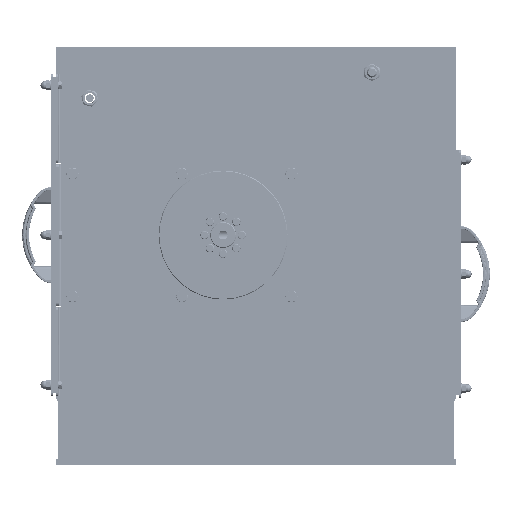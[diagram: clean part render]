
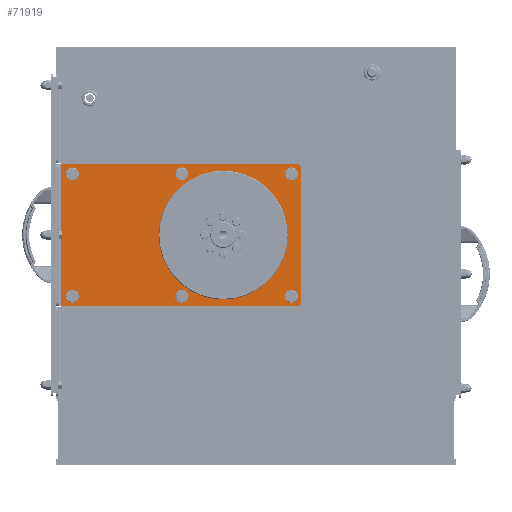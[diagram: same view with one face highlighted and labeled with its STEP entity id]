
A CAD part, left-side view. The second image highlights one B-rep face of the part: STEP entity #71919.
In plain terms, the highlighted planar face has unit normal (-1, 0, 0).
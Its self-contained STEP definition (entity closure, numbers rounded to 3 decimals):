
#3533=PLANE('',#77680);
#4891=FACE_BOUND('',#11824,.T.);
#4892=FACE_BOUND('',#11825,.T.);
#4893=FACE_BOUND('',#11826,.T.);
#4894=FACE_BOUND('',#11827,.T.);
#4895=FACE_BOUND('',#11828,.T.);
#4896=FACE_BOUND('',#11829,.T.);
#4897=FACE_BOUND('',#11830,.T.);
#7365=FACE_OUTER_BOUND('',#11823,.T.);
#11823=EDGE_LOOP('',(#55460,#55461,#55462,#55463,#55464,#55465));
#11824=EDGE_LOOP('',(#55466));
#11825=EDGE_LOOP('',(#55467));
#11826=EDGE_LOOP('',(#55468));
#11827=EDGE_LOOP('',(#55469));
#11828=EDGE_LOOP('',(#55470));
#11829=EDGE_LOOP('',(#55471));
#11830=EDGE_LOOP('',(#55472));
#16200=CIRCLE('',#77386,10.);
#16217=CIRCLE('',#77427,10.);
#16233=CIRCLE('',#77463,10.);
#16250=CIRCLE('',#77504,10.);
#16266=CIRCLE('',#77540,10.);
#16286=CIRCLE('',#77585,10.);
#16308=CIRCLE('',#77638,5.);
#16313=CIRCLE('',#77646,5.);
#16321=CIRCLE('',#77681,100.);
#20871=LINE('',#120791,#26062);
#20874=LINE('',#120796,#26065);
#20880=LINE('',#120815,#26071);
#20884=LINE('',#120825,#26075);
#26062=VECTOR('',#91574,10.);
#26065=VECTOR('',#91579,10.);
#26071=VECTOR('',#91599,10.);
#26075=VECTOR('',#91611,10.);
#31537=VERTEX_POINT('',#120034);
#31566=VERTEX_POINT('',#120159);
#31596=VERTEX_POINT('',#120278);
#31625=VERTEX_POINT('',#120403);
#31655=VERTEX_POINT('',#120522);
#31689=VERTEX_POINT('',#120658);
#31717=VERTEX_POINT('',#120784);
#31718=VERTEX_POINT('',#120788);
#31719=VERTEX_POINT('',#120790);
#31720=VERTEX_POINT('',#120794);
#31727=VERTEX_POINT('',#120819);
#31728=VERTEX_POINT('',#120823);
#31739=VERTEX_POINT('',#120902);
#39746=EDGE_CURVE('',#31537,#31537,#16200,.T.);
#39794=EDGE_CURVE('',#31566,#31566,#16217,.T.);
#39839=EDGE_CURVE('',#31596,#31596,#16233,.T.);
#39887=EDGE_CURVE('',#31625,#31625,#16250,.T.);
#39932=EDGE_CURVE('',#31655,#31655,#16266,.T.);
#39985=EDGE_CURVE('',#31689,#31689,#16286,.T.);
#40037=EDGE_CURVE('',#31718,#31719,#20871,.T.);
#40040=EDGE_CURVE('',#31720,#31717,#20874,.T.);
#40050=EDGE_CURVE('',#31719,#31717,#20880,.T.);
#40053=EDGE_CURVE('',#31727,#31718,#16308,.T.);
#40055=EDGE_CURVE('',#31728,#31727,#20884,.T.);
#40060=EDGE_CURVE('',#31720,#31728,#16313,.T.);
#40093=EDGE_CURVE('',#31739,#31739,#16321,.T.);
#55460=ORIENTED_EDGE('',*,*,#40060,.F.);
#55461=ORIENTED_EDGE('',*,*,#40040,.T.);
#55462=ORIENTED_EDGE('',*,*,#40050,.F.);
#55463=ORIENTED_EDGE('',*,*,#40037,.F.);
#55464=ORIENTED_EDGE('',*,*,#40053,.F.);
#55465=ORIENTED_EDGE('',*,*,#40055,.F.);
#55466=ORIENTED_EDGE('',*,*,#40093,.T.);
#55467=ORIENTED_EDGE('',*,*,#39746,.T.);
#55468=ORIENTED_EDGE('',*,*,#39794,.T.);
#55469=ORIENTED_EDGE('',*,*,#39839,.T.);
#55470=ORIENTED_EDGE('',*,*,#39887,.T.);
#55471=ORIENTED_EDGE('',*,*,#39932,.T.);
#55472=ORIENTED_EDGE('',*,*,#39985,.T.);
#71919=ADVANCED_FACE('',(#7365,#4891,#4892,#4893,#4894,#4895,#4896,#4897),
#3533,.F.);
#77386=AXIS2_PLACEMENT_3D('',#120036,#90975,#90976);
#77427=AXIS2_PLACEMENT_3D('',#120161,#91076,#91077);
#77463=AXIS2_PLACEMENT_3D('',#120280,#91165,#91166);
#77504=AXIS2_PLACEMENT_3D('',#120405,#91266,#91267);
#77540=AXIS2_PLACEMENT_3D('',#120524,#91355,#91356);
#77585=AXIS2_PLACEMENT_3D('',#120660,#91466,#91467);
#77638=AXIS2_PLACEMENT_3D('',#120821,#91606,#91607);
#77646=AXIS2_PLACEMENT_3D('',#120835,#91624,#91625);
#77680=AXIS2_PLACEMENT_3D('',#120901,#91717,#91718);
#77681=AXIS2_PLACEMENT_3D('',#120903,#91719,#91720);
#90975=DIRECTION('center_axis',(1.,0.,0.));
#90976=DIRECTION('ref_axis',(0.,-1.,0.));
#91076=DIRECTION('center_axis',(1.,0.,0.));
#91077=DIRECTION('ref_axis',(0.,-1.,0.));
#91165=DIRECTION('center_axis',(1.,0.,0.));
#91166=DIRECTION('ref_axis',(0.,-1.,0.));
#91266=DIRECTION('center_axis',(1.,0.,0.));
#91267=DIRECTION('ref_axis',(0.,-1.,0.));
#91355=DIRECTION('center_axis',(1.,0.,0.));
#91356=DIRECTION('ref_axis',(0.,-1.,0.));
#91466=DIRECTION('center_axis',(1.,0.,0.));
#91467=DIRECTION('ref_axis',(0.,-1.,0.));
#91574=DIRECTION('',(0.,1.,0.));
#91579=DIRECTION('',(0.,1.,0.));
#91599=DIRECTION('',(0.,0.,1.));
#91606=DIRECTION('center_axis',(1.,0.,0.));
#91607=DIRECTION('ref_axis',(0.,-0.707,-0.707));
#91611=DIRECTION('',(0.,0.,-1.));
#91624=DIRECTION('center_axis',(1.,0.,0.));
#91625=DIRECTION('ref_axis',(0.,-0.707,0.707));
#91717=DIRECTION('center_axis',(1.,0.,0.));
#91718=DIRECTION('ref_axis',(0.,0.,
-1.));
#91719=DIRECTION('center_axis',(1.,0.,0.));
#91720=DIRECTION('ref_axis',(0.,0.,
-1.));
#120034=CARTESIAN_POINT('',(-472.,-96.,95.));
#120036=CARTESIAN_POINT('Origin',(-472.,-106.,95.));
#120159=CARTESIAN_POINT('',(-472.,-96.,-95.));
#120161=CARTESIAN_POINT('Origin',(-472.,-106.,-95.));
#120278=CARTESIAN_POINT('',(-472.,74.,95.));
#120280=CARTESIAN_POINT('Origin',(-472.,64.,95.));
#120403=CARTESIAN_POINT('',(-472.,74.,-95.));
#120405=CARTESIAN_POINT('Origin',(-472.,64.,-95.));
#120522=CARTESIAN_POINT('',(-472.,244.,95.));
#120524=CARTESIAN_POINT('Origin',(-472.,234.,95.));
#120658=CARTESIAN_POINT('',(-472.,244.,-95.));
#120660=CARTESIAN_POINT('Origin',(-472.,234.,-95.));
#120784=CARTESIAN_POINT('',(-472.,251.,110.));
#120788=CARTESIAN_POINT('',(-472.,-116.,-110.));
#120790=CARTESIAN_POINT('',(-472.,251.,-110.));
#120791=CARTESIAN_POINT('',(-472.,-121.,-110.));
#120794=CARTESIAN_POINT('',(-472.,-116.,110.));
#120796=CARTESIAN_POINT('',(-472.,-121.,110.));
#120815=CARTESIAN_POINT('',(-472.,251.,0.));
#120819=CARTESIAN_POINT('',(-472.,-121.,-105.));
#120821=CARTESIAN_POINT('Origin',(-472.,-116.,-105.));
#120823=CARTESIAN_POINT('',(-472.,-121.,105.));
#120825=CARTESIAN_POINT('',(-472.,-121.,110.));
#120835=CARTESIAN_POINT('Origin',(-472.,-116.,105.));
#120901=CARTESIAN_POINT('Origin',(-472.,81.524,0.));
#120902=CARTESIAN_POINT('',(-472.,0.,100.));
#120903=CARTESIAN_POINT('Origin',(-472.,0.,0.));
